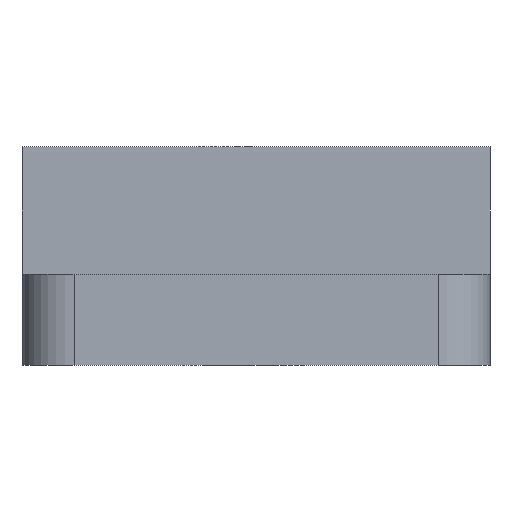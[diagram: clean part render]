
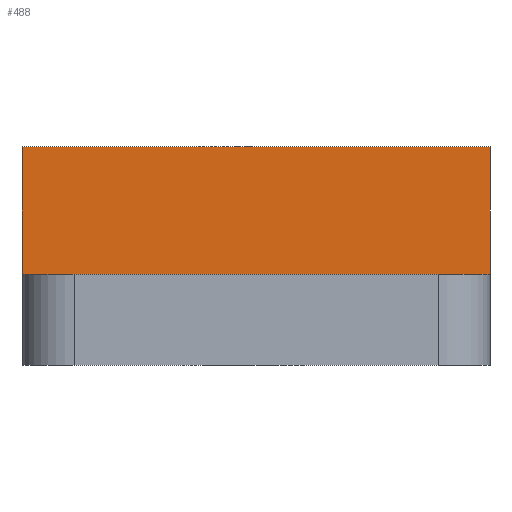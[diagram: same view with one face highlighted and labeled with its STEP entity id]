
A CAD part, front view. The second image highlights one B-rep face of the part: STEP entity #488.
In plain terms, the highlighted planar face has unit normal (0, -1, 0).
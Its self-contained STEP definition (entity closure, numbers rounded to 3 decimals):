
#88=DIRECTION('',(0.,0.,-1.));
#89=VECTOR('',#88,4.9);
#90=CARTESIAN_POINT('',(-9.,-20.,8.4));
#91=LINE('',#90,#89);
#92=DIRECTION('',(0.,0.,1.));
#93=VECTOR('',#92,4.9);
#94=CARTESIAN_POINT('',(9.,-20.,3.5));
#95=LINE('',#94,#93);
#96=DIRECTION('',(1.,0.,0.));
#97=VECTOR('',#96,18.);
#98=CARTESIAN_POINT('',(-9.,-20.,3.5));
#99=LINE('',#98,#97);
#200=DIRECTION('',(-1.,0.,0.));
#201=VECTOR('',#200,18.);
#202=CARTESIAN_POINT('',(9.,-20.,8.4));
#203=LINE('',#202,#201);
#340=CARTESIAN_POINT('',(-9.,-20.,3.5));
#341=VERTEX_POINT('',#340);
#342=CARTESIAN_POINT('',(-9.,-20.,8.4));
#343=VERTEX_POINT('',#342);
#364=CARTESIAN_POINT('',(9.,-20.,8.4));
#365=VERTEX_POINT('',#364);
#366=CARTESIAN_POINT('',(9.,-20.,3.5));
#367=VERTEX_POINT('',#366);
#474=CARTESIAN_POINT('',(0.,-20.,5.95));
#475=DIRECTION('',(0.,1.,0.));
#476=DIRECTION('',(0.,0.,1.));
#477=AXIS2_PLACEMENT_3D('',#474,#475,#476);
#478=PLANE('',#477);
#480=ORIENTED_EDGE('',*,*,#479,.F.);
#482=ORIENTED_EDGE('',*,*,#481,.F.);
#484=ORIENTED_EDGE('',*,*,#483,.F.);
#485=ORIENTED_EDGE('',*,*,#443,.F.);
#486=EDGE_LOOP('',(#480,#482,#484,#485));
#487=FACE_OUTER_BOUND('',#486,.F.);
#488=ADVANCED_FACE('',(#487),#478,.F.);
#443=EDGE_CURVE('',#341,#367,#99,.T.);
#479=EDGE_CURVE('',#343,#341,#91,.T.);
#481=EDGE_CURVE('',#365,#343,#203,.T.);
#483=EDGE_CURVE('',#367,#365,#95,.T.);
